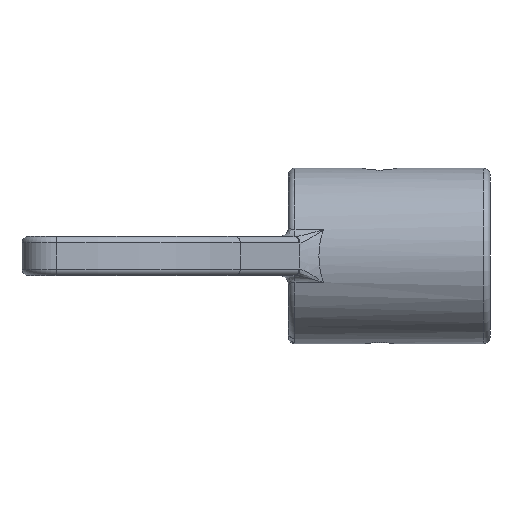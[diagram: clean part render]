
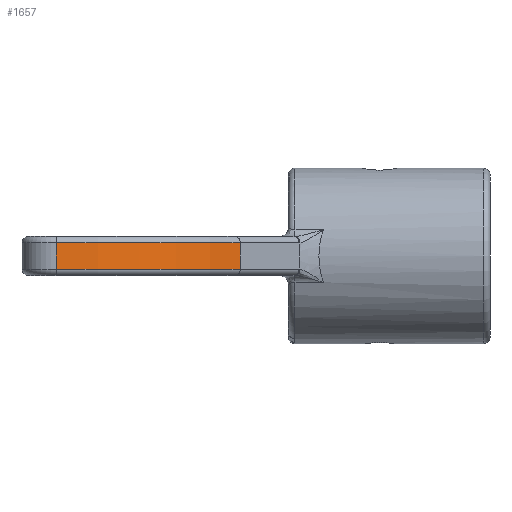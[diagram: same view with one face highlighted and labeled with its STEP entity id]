
A CAD part, front view. The second image highlights one B-rep face of the part: STEP entity #1657.
In plain terms, the highlighted cylindrical face has radius 40 mm (diameter 80 mm), a partial arc.
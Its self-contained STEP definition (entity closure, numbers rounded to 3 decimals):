
#234=CYLINDRICAL_SURFACE('',#1823,40.);
#341=CIRCLE('',#1824,40.);
#342=CIRCLE('',#1825,40.);
#500=VERTEX_POINT('',#3392);
#501=VERTEX_POINT('',#3393);
#502=VERTEX_POINT('',#3395);
#503=VERTEX_POINT('',#3397);
#592=VECTOR('',#4546,1.);
#593=VECTOR('',#4549,1.);
#676=LINE('',#3391,#592);
#677=LINE('',#3396,#593);
#868=EDGE_CURVE('',#500,#501,#676,.T.);
#869=EDGE_CURVE('',#501,#502,#341,.T.);
#870=EDGE_CURVE('',#503,#502,#677,.T.);
#871=EDGE_CURVE('',#503,#500,#342,.T.);
#1186=ORIENTED_EDGE('',*,*,#868,.T.);
#1187=ORIENTED_EDGE('',*,*,#869,.T.);
#1188=ORIENTED_EDGE('',*,*,#870,.F.);
#1189=ORIENTED_EDGE('',*,*,#871,.T.);
#1467=EDGE_LOOP('',(#1186,#1187,#1188,#1189));
#1563=FACE_BOUND('',#1467,.T.);
#1657=ADVANCED_FACE('',(#1563),#234,.T.);
#1823=AXIS2_PLACEMENT_3D('',#3390,#4544,#4545);
#1824=AXIS2_PLACEMENT_3D('',#3394,#4547,#4548);
#1825=AXIS2_PLACEMENT_3D('',#3398,#4550,#4551);
#3390=CARTESIAN_POINT('',(0.,0.,3.));
#3391=CARTESIAN_POINT('',(2.371,-39.93,2.01));
#3392=CARTESIAN_POINT('',(2.371,-39.93,2.01));
#3393=CARTESIAN_POINT('',(2.371,-39.93,-2.01));
#3394=CARTESIAN_POINT('',(0.,0.,-2.01));
#3395=CARTESIAN_POINT('',(30.642,-25.712,-2.01));
#3396=CARTESIAN_POINT('',(30.642,-25.712,2.01));
#3397=CARTESIAN_POINT('',(30.642,-25.712,2.01));
#3398=CARTESIAN_POINT('',(0.,0.,2.01));
#4544=DIRECTION('',(0.,0.,1.));
#4545=DIRECTION('',(-40.,0.,0.));
#4546=DIRECTION('',(0.,0.,-1.));
#4547=DIRECTION('',(0.,0.,1.));
#4548=DIRECTION('',(40.,0.,0.));
#4549=DIRECTION('',(0.,0.,-1.));
#4550=DIRECTION('',(0.,0.,-1.));
#4551=DIRECTION('',(40.,0.,0.));
